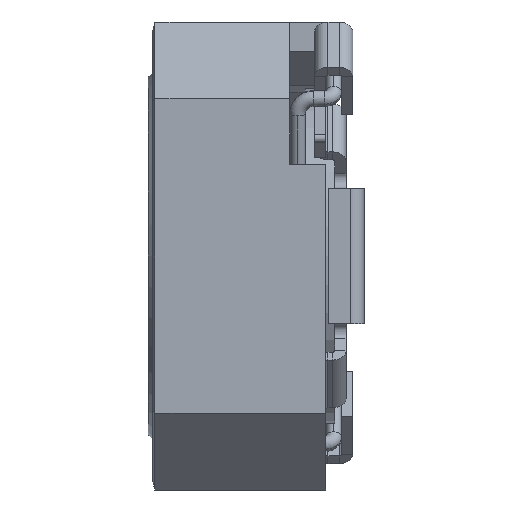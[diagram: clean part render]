
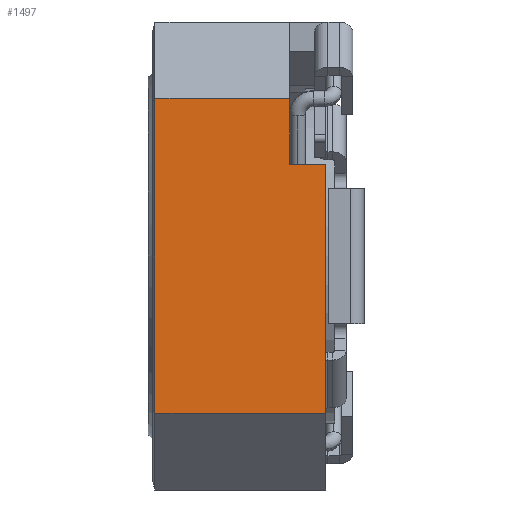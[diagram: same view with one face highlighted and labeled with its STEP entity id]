
A CAD part, left-side view. The second image highlights one B-rep face of the part: STEP entity #1497.
In plain terms, the highlighted planar face has unit normal (-1, 0, 0).
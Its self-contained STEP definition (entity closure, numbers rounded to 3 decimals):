
#77 = VERTEX_POINT ( 'NONE', #1701 ) ;
#225 = ORIENTED_EDGE ( 'NONE', *, *, #8422, .F. ) ;
#379 = LINE ( 'NONE', #8667, #9219 ) ;
#499 = DIRECTION ( 'NONE',  ( 0., 0., 1. ) ) ;
#643 = LINE ( 'NONE', #7441, #1027 ) ;
#796 = LINE ( 'NONE', #5835, #6096 ) ;
#850 = CARTESIAN_POINT ( 'NONE',  ( -5.2, 4.646, 5.2 ) ) ;
#870 = DIRECTION ( 'NONE',  ( 0., 1., 0. ) ) ;
#1027 = VECTOR ( 'NONE', #3440, 1000. ) ;
#1497 = ADVANCED_FACE ( 'NONE', ( #1953 ), #6300, .T. ) ;
#1701 = CARTESIAN_POINT ( 'NONE',  ( -5.2, 1.65, 2.035 ) ) ;
#1815 = ORIENTED_EDGE ( 'NONE', *, *, #2816, .F. ) ;
#1953 = FACE_OUTER_BOUND ( 'NONE', #2156, .T. ) ;
#2156 = EDGE_LOOP ( 'NONE', ( #9835, #5973, #4612, #4082, #1815, #225 ) ) ;
#2159 = CARTESIAN_POINT ( 'NONE',  ( -5.2, 4.646, 3.5 ) ) ;
#2341 = LINE ( 'NONE', #8943, #5808 ) ;
#2540 = CARTESIAN_POINT ( 'NONE',  ( -5.2, 0.85, 2.035 ) ) ;
#2816 = EDGE_CURVE ( 'NONE', #77, #6812, #643, .T. ) ;
#3380 = DIRECTION ( 'NONE',  ( 0., 0., -1. ) ) ;
#3423 = VERTEX_POINT ( 'NONE', #9114 ) ;
#3440 = DIRECTION ( 'NONE',  ( 0., -1., 0. ) ) ;
#3627 = CARTESIAN_POINT ( 'NONE',  ( -5.2, 4.646, -3.5 ) ) ;
#3848 = DIRECTION ( 'NONE',  ( 0., 0., 1. ) ) ;
#3896 = EDGE_CURVE ( 'NONE', #4280, #6812, #2341, .T. ) ;
#4082 = ORIENTED_EDGE ( 'NONE', *, *, #3896, .T. ) ;
#4280 = VERTEX_POINT ( 'NONE', #9417 ) ;
#4612 = ORIENTED_EDGE ( 'NONE', *, *, #7640, .T. ) ;
#4946 = EDGE_CURVE ( 'NONE', #3423, #9955, #796, .T. ) ;
#5163 = LINE ( 'NONE', #6574, #8938 ) ;
#5539 = VECTOR ( 'NONE', #5915, 1000. ) ;
#5808 = VECTOR ( 'NONE', #3848, 1000. ) ;
#5835 = CARTESIAN_POINT ( 'NONE',  ( -5.2, -13.858, 3.5 ) ) ;
#5915 = DIRECTION ( 'NONE',  ( 0., 0., -1. ) ) ;
#5973 = ORIENTED_EDGE ( 'NONE', *, *, #8400, .T. ) ;
#6042 = DIRECTION ( 'NONE',  ( 0., -1., 0. ) ) ;
#6096 = VECTOR ( 'NONE', #870, 1000. ) ;
#6300 = PLANE ( 'NONE',  #9829 ) ;
#6574 = CARTESIAN_POINT ( 'NONE',  ( -5.2, 1.65, 0. ) ) ;
#6812 = VERTEX_POINT ( 'NONE', #2540 ) ;
#7136 = CARTESIAN_POINT ( 'NONE',  ( -5.2, -13.858, 5.2 ) ) ;
#7441 = CARTESIAN_POINT ( 'NONE',  ( -5.2, 1.65, 2.035 ) ) ;
#7640 = EDGE_CURVE ( 'NONE', #9405, #4280, #379, .T. ) ;
#7972 = DIRECTION ( 'NONE',  ( -1., 0., 0. ) ) ;
#8013 = LINE ( 'NONE', #850, #5539 ) ;
#8400 = EDGE_CURVE ( 'NONE', #9955, #9405, #8013, .T. ) ;
#8422 = EDGE_CURVE ( 'NONE', #3423, #77, #5163, .T. ) ;
#8667 = CARTESIAN_POINT ( 'NONE',  ( -5.2, -13.858, -3.5 ) ) ;
#8938 = VECTOR ( 'NONE', #3380, 1000. ) ;
#8943 = CARTESIAN_POINT ( 'NONE',  ( -5.2, 0.85, 5.2 ) ) ;
#9114 = CARTESIAN_POINT ( 'NONE',  ( -5.2, 1.65, 3.5 ) ) ;
#9219 = VECTOR ( 'NONE', #6042, 1000. ) ;
#9405 = VERTEX_POINT ( 'NONE', #3627 ) ;
#9417 = CARTESIAN_POINT ( 'NONE',  ( -5.2, 0.85, -3.5 ) ) ;
#9829 = AXIS2_PLACEMENT_3D ( 'NONE', #7136, #7972, #499 ) ;
#9835 = ORIENTED_EDGE ( 'NONE', *, *, #4946, .T. ) ;
#9955 = VERTEX_POINT ( 'NONE', #2159 ) ;
